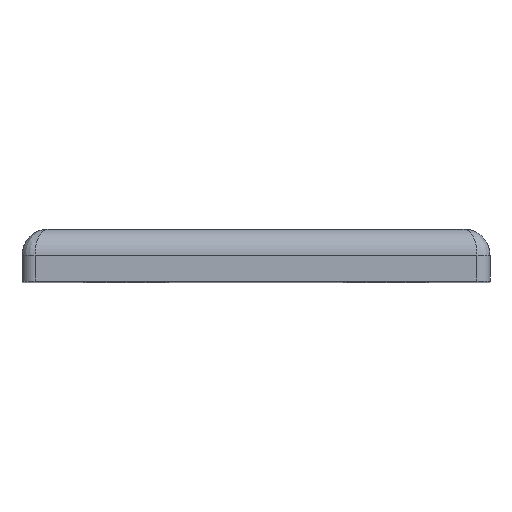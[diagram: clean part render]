
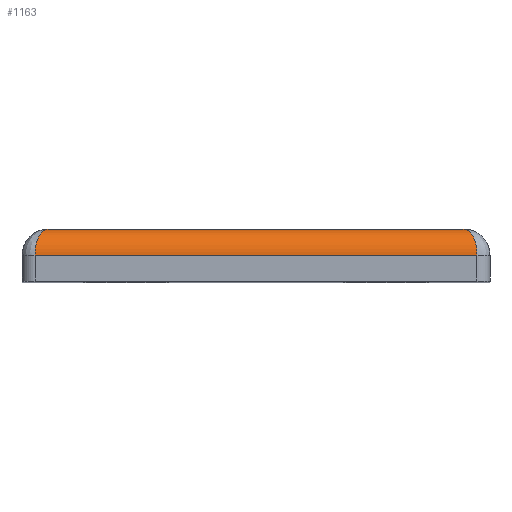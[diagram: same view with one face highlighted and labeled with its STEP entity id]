
A CAD part, top view. The second image highlights one B-rep face of the part: STEP entity #1163.
In plain terms, the highlighted cylindrical face has radius 2 mm (diameter 4 mm), a partial arc.
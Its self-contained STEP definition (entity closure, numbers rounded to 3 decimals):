
#80 = CARTESIAN_POINT ( 'NONE',  ( 16.586, 4., 37.172 ) ) ;
#91 = CARTESIAN_POINT ( 'NONE',  ( 16., 4., 36. ) ) ;
#199 = FACE_OUTER_BOUND ( 'NONE', #519, .T. ) ;
#332 = CARTESIAN_POINT ( 'NONE',  ( -16., 4., 36. ) ) ;
#430 = CARTESIAN_POINT ( 'NONE',  ( 17., 4., 36. ) ) ;
#519 = EDGE_LOOP ( 'NONE', ( #1512, #1539, #1542, #1543 ) ) ;
#570 = VERTEX_POINT ( 'NONE', #1027 ) ;
#602 = CARTESIAN_POINT ( 'NONE',  ( -17., 2., 38. ) ) ;
#833 = VECTOR ( 'NONE', #1054, 1000. ) ;
#849 = CARTESIAN_POINT ( 'NONE',  ( -17., 2., 38. ) ) ;
#1021 = CARTESIAN_POINT ( 'NONE',  ( -17., 3.172, 38. ) ) ;
#1027 = CARTESIAN_POINT ( 'NONE',  ( 17., 2., 38. ) ) ;
#1054 = DIRECTION ( 'NONE',  ( -1., 0., 0. ) ) ;
#1066 = CARTESIAN_POINT ( 'NONE',  ( 16., 4., 36. ) ) ;
#1143 = DIRECTION ( 'NONE',  ( -1., 0., 0. ) ) ;
#1163 = ADVANCED_FACE ( 'NONE', ( #199 ), #1642, .T. ) ;
#1169 = CARTESIAN_POINT ( 'NONE',  ( -18., 2., 36. ) ) ;
#1175 = DIRECTION ( 'NONE',  ( 0., 0., 1. ) ) ;
#1176 = VERTEX_POINT ( 'NONE', #1066 ) ;
#1197 =( BOUNDED_CURVE ( )  B_SPLINE_CURVE ( 3, ( #1851, #1562, #1021, #849 ),
 .UNSPECIFIED., .F., .F. ) 
 B_SPLINE_CURVE_WITH_KNOTS ( ( 4, 4 ),
 ( 4.712, 6.283 ),
 .UNSPECIFIED. ) 
 CURVE ( )  GEOMETRIC_REPRESENTATION_ITEM ( )  RATIONAL_B_SPLINE_CURVE ( ( 1., 0.805, 0.805, 1. ) ) 
 REPRESENTATION_ITEM ( '' )  );
#1208 = CARTESIAN_POINT ( 'NONE',  ( -17., 2., 38. ) ) ;
#1266 = AXIS2_PLACEMENT_3D ( 'NONE', #1169, #1143, #1175 ) ;
#1338 = VERTEX_POINT ( 'NONE', #602 ) ;
#1354 =( BOUNDED_CURVE ( )  B_SPLINE_CURVE ( 3, ( #91, #80, #1894, #1764 ),
 .UNSPECIFIED., .F., .F. ) 
 B_SPLINE_CURVE_WITH_KNOTS ( ( 4, 4 ),
 ( 4.712, 6.283 ),
 .UNSPECIFIED. ) 
 CURVE ( )  GEOMETRIC_REPRESENTATION_ITEM ( )  RATIONAL_B_SPLINE_CURVE ( ( 1., 0.805, 0.805, 1. ) ) 
 REPRESENTATION_ITEM ( '' )  );
#1489 = VECTOR ( 'NONE', #1754, 1000. ) ;
#1495 = LINE ( 'NONE', #430, #1489 ) ;
#1512 = ORIENTED_EDGE ( 'NONE', *, *, #1970, .T. ) ;
#1539 = ORIENTED_EDGE ( 'NONE', *, *, #1905, .F. ) ;
#1542 = ORIENTED_EDGE ( 'NONE', *, *, #1976, .F. ) ;
#1543 = ORIENTED_EDGE ( 'NONE', *, *, #1988, .F. ) ;
#1562 = CARTESIAN_POINT ( 'NONE',  ( -16.586, 4., 37.172 ) ) ;
#1642 = CYLINDRICAL_SURFACE ( 'NONE', #1266, 2. ) ;
#1720 = LINE ( 'NONE', #1208, #833 ) ;
#1754 = DIRECTION ( 'NONE',  ( 1., 0., 0. ) ) ;
#1764 = CARTESIAN_POINT ( 'NONE',  ( 17., 2., 38. ) ) ;
#1851 = CARTESIAN_POINT ( 'NONE',  ( -16., 4., 36. ) ) ;
#1894 = CARTESIAN_POINT ( 'NONE',  ( 17., 3.172, 38. ) ) ;
#1905 = EDGE_CURVE ( 'NONE', #570, #1338, #1720, .T. ) ;
#1957 = VERTEX_POINT ( 'NONE', #332 ) ;
#1970 = EDGE_CURVE ( 'NONE', #1957, #1338, #1197, .T. ) ;
#1976 = EDGE_CURVE ( 'NONE', #1176, #570, #1354, .T. ) ;
#1988 = EDGE_CURVE ( 'NONE', #1957, #1176, #1495, .T. ) ;
